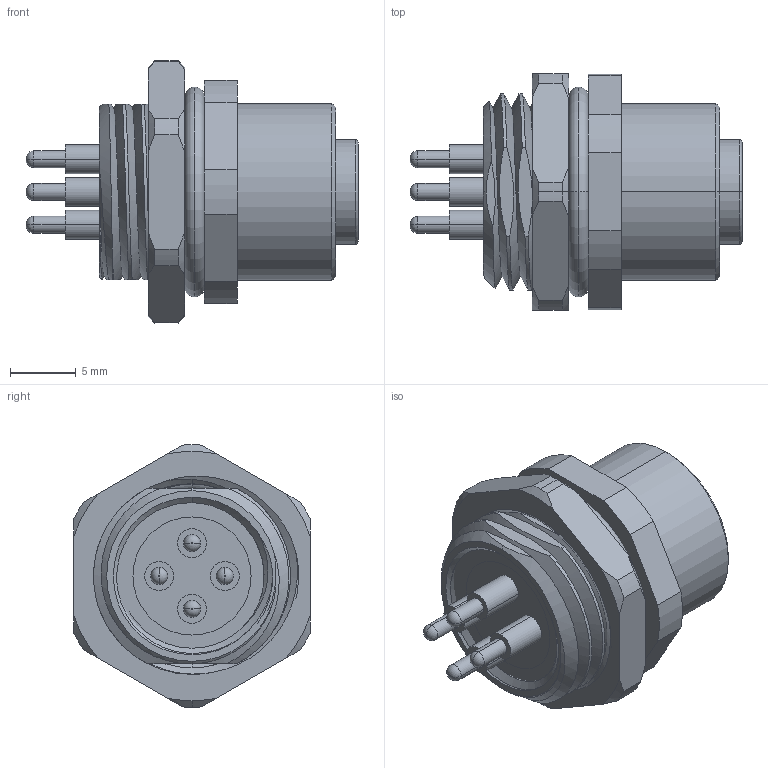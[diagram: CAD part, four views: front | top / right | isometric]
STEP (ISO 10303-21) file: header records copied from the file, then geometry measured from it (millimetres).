
FILE_DESCRIPTION (( 'STEP AP203' ), '1' );
FILE_NAME ('54-00458.STEP', '2025-03-18T23:25:31', ( '' ), ( '' ), 'SwSTEP 2.0', 'SolidWorks 2021', '' );
FILE_SCHEMA (( 'CONFIG_CONTROL_DESIGN' ));
Length unit declared in the file: millimetre
Products named in the file (7): 54-00458-01___; 54-00458-06___; 54-00458-05___; 54-00458-04___; 54-00458-02___; 54-00458; 54-00458-03___
Assembly tree (9 placements, depth 2):
  54-00458
    54-00458-01___
    54-00458-02___
    54-00458-03___  x4
    54-00458-04___
    54-00458-05___
    54-00458-06___
Bounding box: 25.3 x 18 x 20 mm (x, y, z)
Volume: 2765.2 mm3; surface area: 6008.1 mm2
Topology: 10 solids, 10 shells, 330 faces, 832 edges, 533 vertices
Faces by surface type: cylinder 141, plane 105, cone 41, torus 34, bspline 9
Entity records: 11282 total; most frequent: CARTESIAN_POINT 4811, ORIENTED_EDGE 1240, DIRECTION 1154, EDGE_CURVE 620, AXIS2_PLACEMENT_3D 458, VERTEX_POINT 404, EDGE_LOOP 268, FACE_OUTER_BOUND 240
